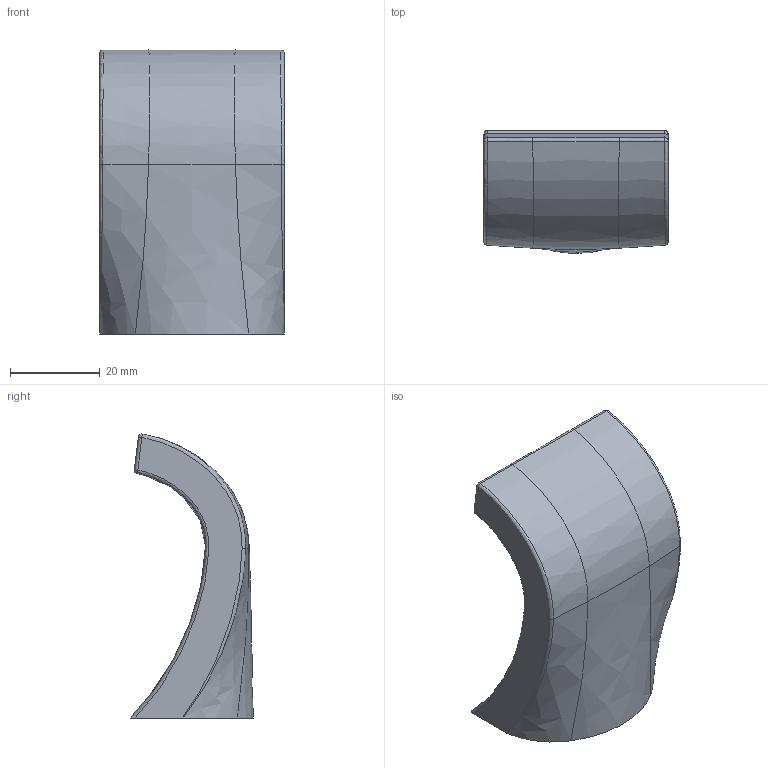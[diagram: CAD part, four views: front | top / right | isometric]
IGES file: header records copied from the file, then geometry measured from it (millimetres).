
Start section:  PTC IGES file: 37-12.igs
Global section: file name: 37-12.igs; native system: Creo Parametric by PTC Inc.; preprocessor: 2018400; author: jinson.thomas; organization: Unknown; date: 20211028.102933; units: inch
Bounding box: 41.15 x 27.41 x 63.34 mm (x, y, z)
Volume: 34034.4 mm3; surface area: 8607.2 mm2
Topology: 1 solids, 1 shells, 27 faces, 57 edges, 32 vertices
Faces by surface type: bspline 21, revolution 6
